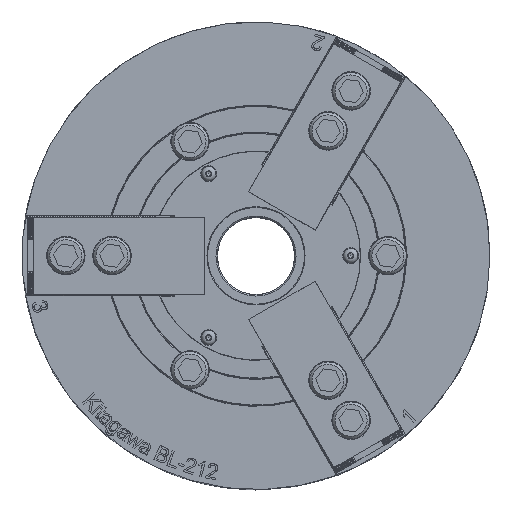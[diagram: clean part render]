
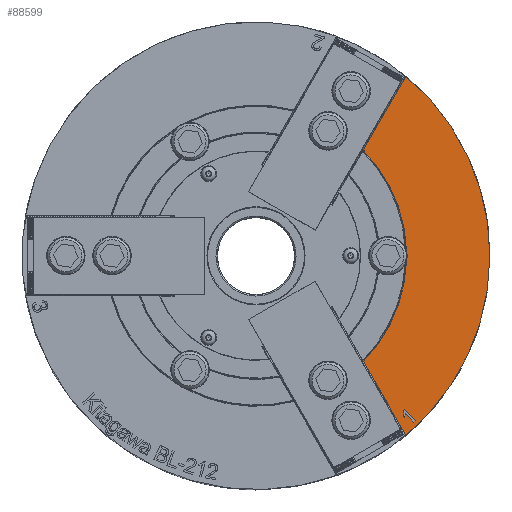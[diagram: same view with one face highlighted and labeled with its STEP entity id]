
A CAD part, top view. The second image highlights one B-rep face of the part: STEP entity #88599.
In plain terms, the highlighted planar face has unit normal (0, 0, 1).
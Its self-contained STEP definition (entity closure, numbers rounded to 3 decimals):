
#986=B_SPLINE_CURVE_WITH_KNOTS('',3,(#143822,#143823,#143824,#143825,#143826,
#143827,#143828),.UNSPECIFIED.,.F.,.F.,(4,1,1,1,4),(0.,0.25,0.5,0.75,1.),
 .UNSPECIFIED.);
#987=B_SPLINE_CURVE_WITH_KNOTS('',3,(#143832,#143833,#143834,#143835,#143836,
#143837,#143838),.UNSPECIFIED.,.F.,.F.,(4,1,1,1,4),(0.,0.25,0.5,0.75,1.),
 .UNSPECIFIED.);
#9125=LINE('',#143803,#18908);
#9126=LINE('',#143808,#18909);
#9127=LINE('',#143815,#18910);
#9128=LINE('',#143818,#18911);
#9129=LINE('',#143820,#18912);
#9130=LINE('',#143830,#18913);
#9131=LINE('',#143840,#18914);
#18908=VECTOR('',#116951,1000.);
#18909=VECTOR('',#116954,1000.);
#18910=VECTOR('',#116961,1000.);
#18911=VECTOR('',#116962,1000.);
#18912=VECTOR('',#116963,1000.);
#18913=VECTOR('',#116964,1000.);
#18914=VECTOR('',#116965,1000.);
#23297=PLANE('',#95801);
#45354=ORIENTED_EDGE('',*,*,#60813,.T.);
#45355=ORIENTED_EDGE('',*,*,#60814,.T.);
#45356=ORIENTED_EDGE('',*,*,#60815,.F.);
#45357=ORIENTED_EDGE('',*,*,#60816,.F.);
#45358=ORIENTED_EDGE('',*,*,#60817,.T.);
#45359=ORIENTED_EDGE('',*,*,#60818,.F.);
#45360=ORIENTED_EDGE('',*,*,#60819,.T.);
#45361=ORIENTED_EDGE('',*,*,#60820,.T.);
#45362=ORIENTED_EDGE('',*,*,#60821,.T.);
#45363=ORIENTED_EDGE('',*,*,#60822,.T.);
#45364=ORIENTED_EDGE('',*,*,#60823,.T.);
#45365=ORIENTED_EDGE('',*,*,#60824,.T.);
#45366=ORIENTED_EDGE('',*,*,#60825,.T.);
#60813=EDGE_CURVE('',#70368,#70369,#9125,.T.);
#60814=EDGE_CURVE('',#70369,#70370,#73632,.T.);
#60815=EDGE_CURVE('',#70371,#70370,#9126,.T.);
#60816=EDGE_CURVE('',#70372,#70371,#73633,.T.);
#60817=EDGE_CURVE('',#70372,#70373,#73634,.T.);
#60818=EDGE_CURVE('',#70368,#70373,#73635,.T.);
#60819=EDGE_CURVE('',#70374,#70375,#9127,.T.);
#60820=EDGE_CURVE('',#70375,#70376,#9128,.T.);
#60821=EDGE_CURVE('',#70376,#70377,#9129,.T.);
#60822=EDGE_CURVE('',#70377,#70378,#986,.T.);
#60823=EDGE_CURVE('',#70378,#70379,#9130,.T.);
#60824=EDGE_CURVE('',#70379,#70380,#987,.T.);
#60825=EDGE_CURVE('',#70380,#70374,#9131,.T.);
#70368=VERTEX_POINT('',#143804);
#70369=VERTEX_POINT('',#143805);
#70370=VERTEX_POINT('',#143807);
#70371=VERTEX_POINT('',#143809);
#70372=VERTEX_POINT('',#143811);
#70373=VERTEX_POINT('',#143813);
#70374=VERTEX_POINT('',#143816);
#70375=VERTEX_POINT('',#143817);
#70376=VERTEX_POINT('',#143819);
#70377=VERTEX_POINT('',#143821);
#70378=VERTEX_POINT('',#143829);
#70379=VERTEX_POINT('',#143831);
#70380=VERTEX_POINT('',#143839);
#73632=CIRCLE('',#95802,152.);
#73633=CIRCLE('',#95803,97.9);
#73634=CIRCLE('',#95804,12.5);
#73635=CIRCLE('',#95805,97.9);
#78199=EDGE_LOOP('',(#45354,#45355,#45356,#45357,#45358,#45359));
#78200=EDGE_LOOP('',(#45360,#45361,#45362,#45363,#45364,#45365,#45366));
#83540=FACE_BOUND('',#78199,.T.);
#83541=FACE_BOUND('',#78200,.T.);
#88599=ADVANCED_FACE('',(#83540,#83541),#23297,.F.);
#95801=AXIS2_PLACEMENT_3D('',#143802,#116949,#116950);
#95802=AXIS2_PLACEMENT_3D('',#143806,#116952,#116953);
#95803=AXIS2_PLACEMENT_3D('',#143810,#116955,#116956);
#95804=AXIS2_PLACEMENT_3D('',#143812,#116957,#116958);
#95805=AXIS2_PLACEMENT_3D('',#143814,#116959,#116960);
#116949=DIRECTION('',(0.,0.,-1.));
#116950=DIRECTION('',(-1.,0.,0.));
#116951=DIRECTION('',(0.5,-0.866,0.));
#116952=DIRECTION('',(0.,0.,1.));
#116953=DIRECTION('',(1.,0.,0.));
#116954=DIRECTION('',(0.5,0.866,0.));
#116955=DIRECTION('',(0.,0.,1.));
#116956=DIRECTION('',(1.,0.,0.));
#116957=DIRECTION('',(0.,0.,-1.));
#116958=DIRECTION('',(-1.,0.,0.));
#116959=DIRECTION('',(0.,0.,1.));
#116960=DIRECTION('',(1.,0.,0.));
#116961=DIRECTION('',(0.688,-0.726,0.));
#116962=DIRECTION('',(-0.726,-0.688,0.));
#116963=DIRECTION('',(-0.688,0.726,0.));
#116964=DIRECTION('',(-0.688,0.726,0.));
#116965=DIRECTION('',(0.726,0.688,0.));
#143802=CARTESIAN_POINT('',(-152.,0.,0.));
#143803=CARTESIAN_POINT('',(36.017,-10.383,0.));
#143804=CARTESIAN_POINT('',(69.709,-68.739,0.));
#143805=CARTESIAN_POINT('',(97.397,-116.696,0.));
#143806=CARTESIAN_POINT('',(0.,0.,0.));
#143807=CARTESIAN_POINT('',(97.397,116.696,0.));
#143808=CARTESIAN_POINT('',(36.017,10.383,0.));
#143809=CARTESIAN_POINT('',(69.709,68.739,0.));
#143810=CARTESIAN_POINT('',(0.,0.,0.));
#143811=CARTESIAN_POINT('',(97.853,3.026,0.));
#143812=CARTESIAN_POINT('',(85.725,0.,0.));
#143813=CARTESIAN_POINT('',(97.853,-3.026,0.));
#143814=CARTESIAN_POINT('',(0.,0.,0.));
#143815=CARTESIAN_POINT('',(99.955,-103.638,0.));
#143816=CARTESIAN_POINT('',(96.503,-99.993,0.));
#143817=CARTESIAN_POINT('',(103.407,-107.284,0.));
#143818=CARTESIAN_POINT('',(102.961,-107.706,0.));
#143819=CARTESIAN_POINT('',(102.515,-108.128,0.));
#143820=CARTESIAN_POINT('',(99.826,-105.288,0.));
#143821=CARTESIAN_POINT('',(97.136,-102.447,0.));
#143822=CARTESIAN_POINT('',(97.136,-102.447,0.));
#143823=CARTESIAN_POINT('',(97.125,-102.654,0.));
#143824=CARTESIAN_POINT('',(97.072,-103.091,0.));
#143825=CARTESIAN_POINT('',(96.882,-103.863,0.));
#143826=CARTESIAN_POINT('',(96.628,-104.634,0.));
#143827=CARTESIAN_POINT('',(96.458,-105.031,0.));
#143828=CARTESIAN_POINT('',(96.37,-105.21,0.));
#143829=CARTESIAN_POINT('',(96.37,-105.21,0.));
#143830=CARTESIAN_POINT('',(95.962,-104.779,0.));
#143831=CARTESIAN_POINT('',(95.554,-104.348,0.));
#143832=CARTESIAN_POINT('',(95.554,-104.348,0.));
#143833=CARTESIAN_POINT('',(95.692,-103.995,0.));
#143834=CARTESIAN_POINT('',(95.914,-103.299,0.));
#143835=CARTESIAN_POINT('',(96.082,-102.243,0.));
#143836=CARTESIAN_POINT('',(96.092,-101.285,0.));
#143837=CARTESIAN_POINT('',(95.999,-100.77,0.));
#143838=CARTESIAN_POINT('',(95.927,-100.538,0.));
#143839=CARTESIAN_POINT('',(95.927,-100.538,0.));
#143840=CARTESIAN_POINT('',(96.215,-100.265,0.));
